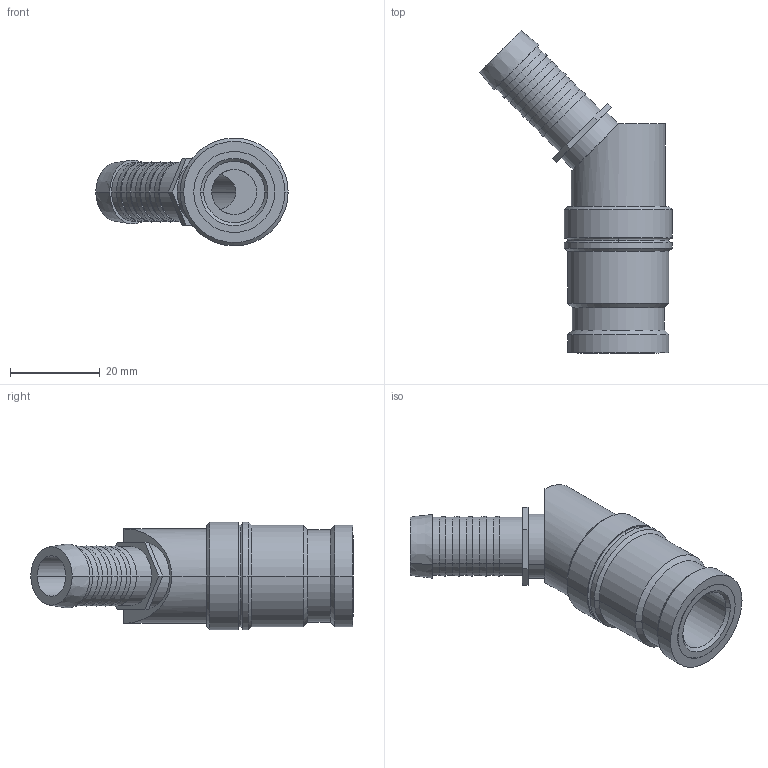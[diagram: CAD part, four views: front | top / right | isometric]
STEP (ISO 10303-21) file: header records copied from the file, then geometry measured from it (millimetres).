
FILE_DESCRIPTION(('STEP AP214'),'1');
FILE_NAME('esdf_13_tl-45ab.stp','2020-04-22T06:13:31',('TraceParts'),('TraceParts S.A.'),'Spatial InterOp 3D',' ',' ');
FILE_SCHEMA(('automotive_design'));
Length unit declared in the file: millimetre
Products named in the file (1): 1
Bounding box: 42.78 x 71.68 x 24 mm (x, y, z)
Volume: 16046.2 mm3; surface area: 8165.2 mm2
Topology: 1 solids, 1 shells, 84 faces, 177 edges, 109 vertices
Faces by surface type: cylinder 34, plane 24, cone 22, torus 4
Entity records: 3067 total; most frequent: CARTESIAN_POINT 485, DIRECTION 445, ORIENTED_EDGE 354, AXIS2_PLACEMENT_3D 185, EDGE_CURVE 177, VERTEX_POINT 109, EDGE_LOOP 100, CIRCLE 96
